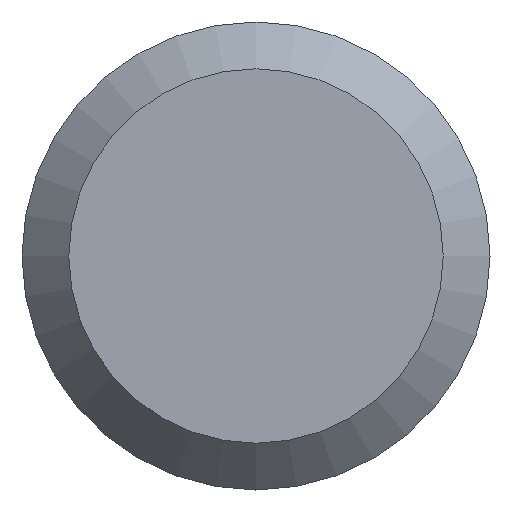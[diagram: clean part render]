
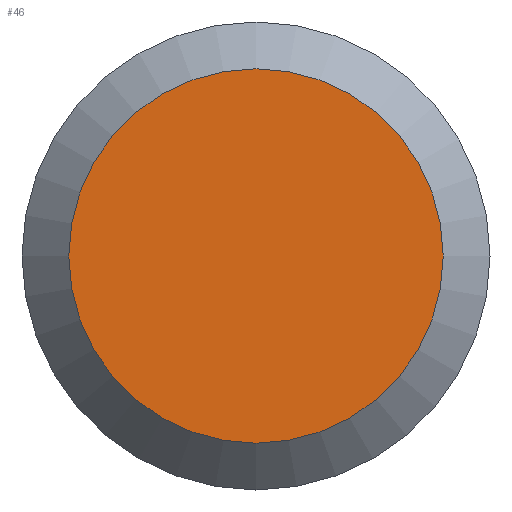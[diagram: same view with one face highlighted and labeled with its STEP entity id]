
A CAD part, left-side view. The second image highlights one B-rep face of the part: STEP entity #46.
In plain terms, the highlighted planar face has unit normal (-1, 0, 0).
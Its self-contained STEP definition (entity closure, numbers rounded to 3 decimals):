
#3 = ORIENTED_EDGE ( 'NONE', *, *, #84, .T. ) ;
#4 = EDGE_LOOP ( 'NONE', ( #3 ) ) ;
#7 = FACE_OUTER_BOUND ( 'NONE', #4, .T. ) ;
#20 = AXIS2_PLACEMENT_3D ( 'NONE', #24, #198, #66 ) ;
#24 = CARTESIAN_POINT ( 'NONE',  ( 0., 0., 0. ) ) ;
#46 = ADVANCED_FACE ( 'NONE', ( #7 ), #184, .F. ) ;
#64 = AXIS2_PLACEMENT_3D ( 'NONE', #194, #166, #208 ) ;
#66 = DIRECTION ( 'NONE',  ( 0., 0., -1. ) ) ;
#69 = CIRCLE ( 'NONE', #20, 1.24 ) ;
#84 = EDGE_CURVE ( 'NONE', #87, #87, #69, .T. ) ;
#87 = VERTEX_POINT ( 'NONE', #88 ) ;
#88 = CARTESIAN_POINT ( 'NONE',  ( 0., 0., -1.24 ) ) ;
#166 = DIRECTION ( 'NONE',  ( 1., 0., 0. ) ) ;
#184 = PLANE ( 'NONE',  #64 ) ;
#194 = CARTESIAN_POINT ( 'NONE',  ( 0., 1.55, 0. ) ) ;
#198 = DIRECTION ( 'NONE',  ( -1., 0., 0. ) ) ;
#208 = DIRECTION ( 'NONE',  ( 0., 0., -1. ) ) ;
